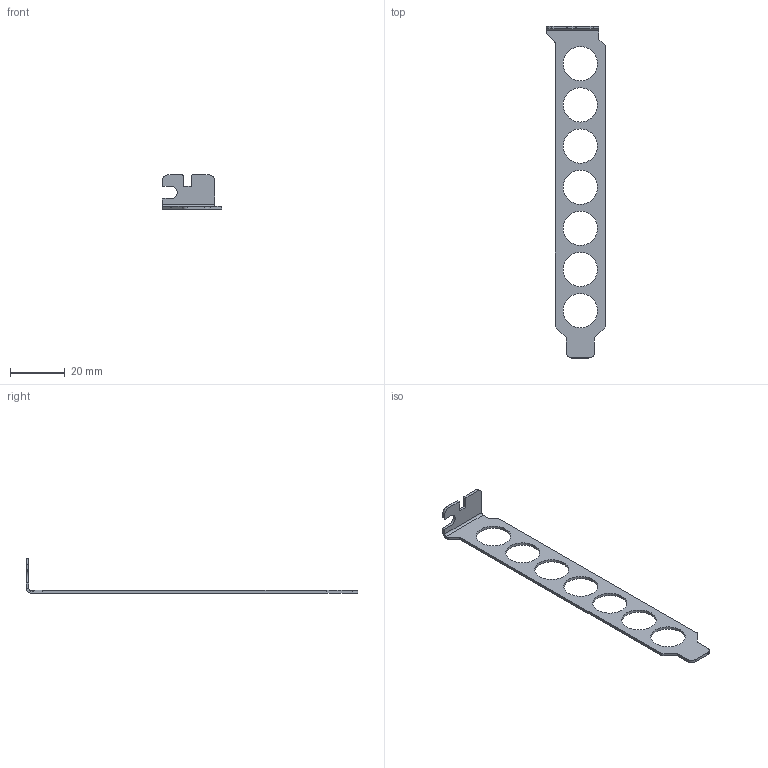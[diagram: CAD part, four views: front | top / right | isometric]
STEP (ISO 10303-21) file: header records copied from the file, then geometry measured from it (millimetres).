
FILE_DESCRIPTION (( 'STEP AP214' ), '1' );
FILE_NAME ('v13 PCIE Cover.STEP', '2021-08-09T00:57:36', ( '' ), ( '' ), 'SwSTEP 2.0', 'SolidWorks 2021', '' );
FILE_SCHEMA (( 'AUTOMOTIVE_DESIGN' ));
Length unit declared in the file: millimetre
Products named in the file (1): v13 PCIE Cover
Bounding box: 21.59 x 121.05 x 12.43 mm (x, y, z)
Volume: 1461.1 mm3; surface area: 3509.2 mm2
Topology: 1 solids, 1 shells, 60 faces, 166 edges, 108 vertices
Faces by surface type: cylinder 33, plane 27
Entity records: 1996 total; most frequent: DIRECTION 352, CARTESIAN_POINT 341, ORIENTED_EDGE 332, EDGE_CURVE 166, AXIS2_PLACEMENT_3D 127, VERTEX_POINT 108, LINE 98, VECTOR 98
